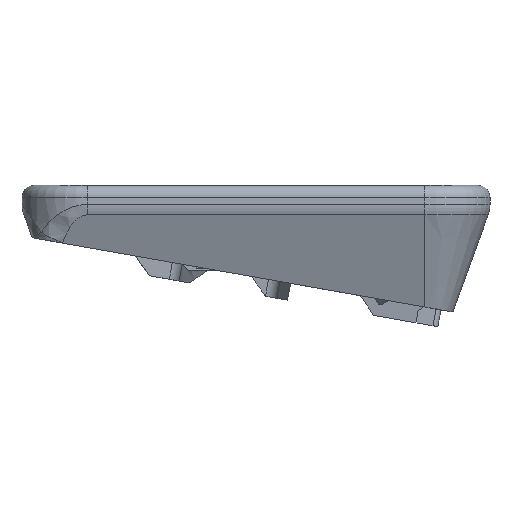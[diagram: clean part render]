
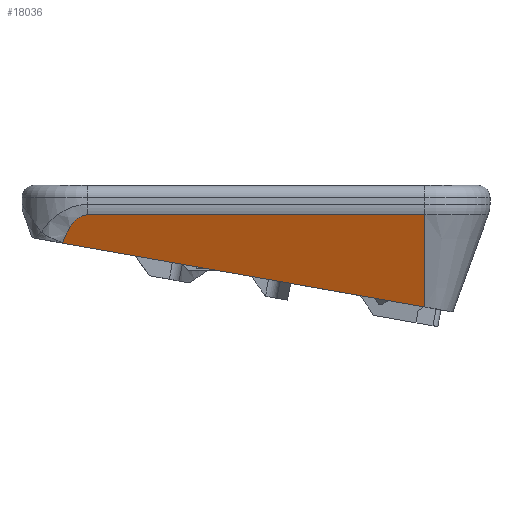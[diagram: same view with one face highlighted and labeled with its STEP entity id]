
A CAD part, front view. The second image highlights one B-rep face of the part: STEP entity #18036.
In plain terms, the highlighted planar face has unit normal (0, -0.94, -0.342).
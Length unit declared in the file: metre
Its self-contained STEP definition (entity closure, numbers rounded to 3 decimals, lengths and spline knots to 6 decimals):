
#856=LINE('',#26399,#2618);
#1331=LINE('',#28086,#3093);
#1332=LINE('',#28088,#3094);
#1333=LINE('',#28092,#3095);
#2618=VECTOR('',#20820,1.);
#3093=VECTOR('',#22187,1.);
#3094=VECTOR('',#22188,1.);
#3095=VECTOR('',#22191,1.);
#4355=ELLIPSE('',#19379,0.024852,0.0085);
#5822=ORIENTED_EDGE('',*,*,#10936,.T.);
#5823=ORIENTED_EDGE('',*,*,#10937,.T.);
#5824=ORIENTED_EDGE('',*,*,#10938,.T.);
#5825=ORIENTED_EDGE('',*,*,#10939,.T.);
#5826=ORIENTED_EDGE('',*,*,#10187,.F.);
#10187=EDGE_CURVE('',#12914,#12915,#856,.T.);
#10936=EDGE_CURVE('',#12914,#13466,#1331,.T.);
#10937=EDGE_CURVE('',#13466,#13467,#1332,.F.);
#10938=EDGE_CURVE('',#13467,#13468,#4355,.T.);
#10939=EDGE_CURVE('',#13468,#12915,#1333,.T.);
#12914=VERTEX_POINT('',#26398);
#12915=VERTEX_POINT('',#26400);
#13466=VERTEX_POINT('',#28087);
#13467=VERTEX_POINT('',#28089);
#13468=VERTEX_POINT('',#28091);
#15225=EDGE_LOOP('',(#5822,#5823,#5824,#5825,#5826));
#16373=FACE_BOUND('',#15225,.T.);
#17414=PLANE('',#19378);
#18036=ADVANCED_FACE('',(#16373),#17414,.T.);
#19378=AXIS2_PLACEMENT_3D('',#28085,#22185,#22186);
#19379=AXIS2_PLACEMENT_3D('',#28090,#22189,#22190);
#20820=DIRECTION('',(-0.983,-0.063,0.173));
#22185=DIRECTION('',(0.,-0.94,-0.342));
#22186=DIRECTION('',(1.,0.,0.));
#22187=DIRECTION('',(0.,-0.342,0.94));
#22188=DIRECTION('',(1.,0.,0.));
#22189=DIRECTION('',(0.,-0.94,-0.342));
#22190=DIRECTION('',(0.,0.342,-0.94));
#22191=DIRECTION('',(0.,0.342,-0.94));
#26398=CARTESIAN_POINT('',(0.0751,-0.044647,-0.000285));
#26399=CARTESIAN_POINT('',(0.03803,-0.047026,0.006251));
#26400=CARTESIAN_POINT('',(-0.0139,-0.050358,0.015408));
#28085=CARTESIAN_POINT('',(0.0381,-0.047153,0.0066));
#28086=CARTESIAN_POINT('',(0.0751,-0.047153,0.0066));
#28087=CARTESIAN_POINT('',(0.0751,-0.052888,0.022357));
#28088=CARTESIAN_POINT('',(0.0381,-0.052888,0.022357));
#28089=CARTESIAN_POINT('',(-0.0079,-0.052888,0.022357));
#28090=CARTESIAN_POINT('',(-0.0079,-0.044388,-0.000996));
#28091=CARTESIAN_POINT('',(-0.0139,-0.050408,0.015546));
#28092=CARTESIAN_POINT('',(-0.0139,-0.05334,0.0236));
